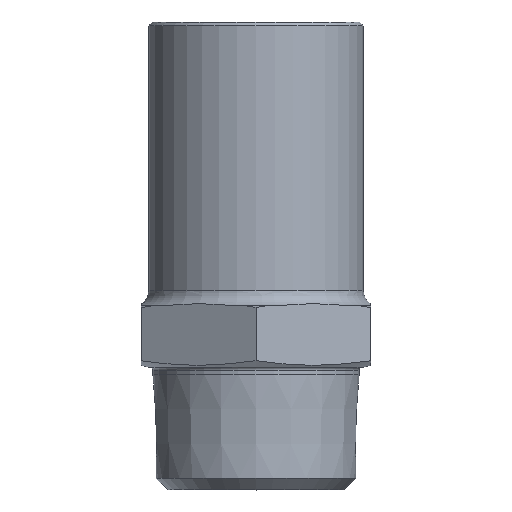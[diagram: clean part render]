
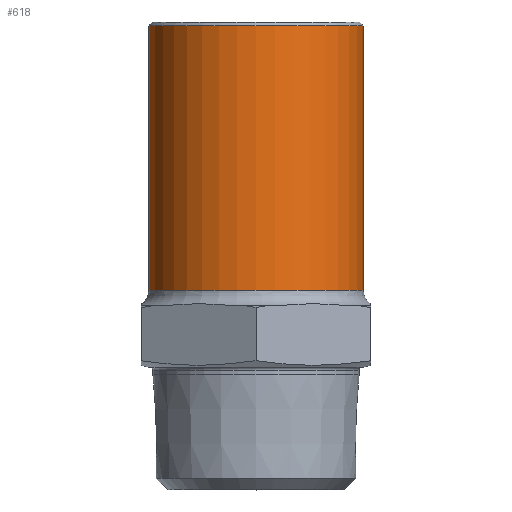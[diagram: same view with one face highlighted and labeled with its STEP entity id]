
A CAD part, top view. The second image highlights one B-rep face of the part: STEP entity #618.
In plain terms, the highlighted cylindrical face has radius 14 mm (diameter 28 mm), a full revolution.
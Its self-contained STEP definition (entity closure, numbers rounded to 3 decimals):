
#78=LINE('',#1004,#106);
#106=VECTOR('',#832,14.);
#130=CYLINDRICAL_SURFACE('',#701,14.);
#144=FACE_OUTER_BOUND('',#183,.T.);
#183=EDGE_LOOP('',(#473,#474,#475,#476,#477,#478));
#230=CIRCLE('',#697,14.);
#231=CIRCLE('',#698,14.);
#233=CIRCLE('',#702,14.);
#234=CIRCLE('',#703,14.);
#272=VERTEX_POINT('',#994);
#273=VERTEX_POINT('',#996);
#275=VERTEX_POINT('',#1003);
#276=VERTEX_POINT('',#1005);
#346=EDGE_CURVE('',#272,#273,#230,.T.);
#347=EDGE_CURVE('',#273,#272,#231,.T.);
#349=EDGE_CURVE('',#273,#275,#78,.T.);
#350=EDGE_CURVE('',#275,#276,#233,.T.);
#351=EDGE_CURVE('',#276,#275,#234,.T.);
#473=ORIENTED_EDGE('',*,*,#346,.F.);
#474=ORIENTED_EDGE('',*,*,#347,.F.);
#475=ORIENTED_EDGE('',*,*,#349,.T.);
#476=ORIENTED_EDGE('',*,*,#350,.T.);
#477=ORIENTED_EDGE('',*,*,#351,.T.);
#478=ORIENTED_EDGE('',*,*,#349,.F.);
#618=ADVANCED_FACE('',(#144),#130,.T.);
#697=AXIS2_PLACEMENT_3D('',#997,#822,#823);
#698=AXIS2_PLACEMENT_3D('',#998,#824,#825);
#701=AXIS2_PLACEMENT_3D('',#1002,#830,#831);
#702=AXIS2_PLACEMENT_3D('',#1006,#833,#834);
#703=AXIS2_PLACEMENT_3D('',#1007,#835,#836);
#822=DIRECTION('center_axis',(0.,1.,0.));
#823=DIRECTION('ref_axis',(0.,0.,-1.));
#824=DIRECTION('center_axis',(0.,1.,0.));
#825=DIRECTION('ref_axis',(0.,0.,-1.));
#830=DIRECTION('center_axis',(0.,1.,0.));
#831=DIRECTION('ref_axis',(0.,0.,1.));
#832=DIRECTION('',(0.,-1.,0.));
#833=DIRECTION('center_axis',(0.,1.,0.));
#834=DIRECTION('ref_axis',(1.,0.,0.));
#835=DIRECTION('center_axis',(0.,1.,0.));
#836=DIRECTION('ref_axis',(1.,0.,0.));
#994=CARTESIAN_POINT('',(0.,60.5,14.));
#996=CARTESIAN_POINT('',(0.,60.5,-14.));
#997=CARTESIAN_POINT('Origin',(0.,60.5,0.));
#998=CARTESIAN_POINT('Origin',(0.,60.5,0.));
#1002=CARTESIAN_POINT('Origin',(0.,43.5,0.));
#1003=CARTESIAN_POINT('',(0.,26.,-14.));
#1004=CARTESIAN_POINT('',(0.,43.5,-14.));
#1005=CARTESIAN_POINT('',(0.,26.,14.));
#1006=CARTESIAN_POINT('Origin',(0.,26.,0.));
#1007=CARTESIAN_POINT('Origin',(0.,26.,0.));
